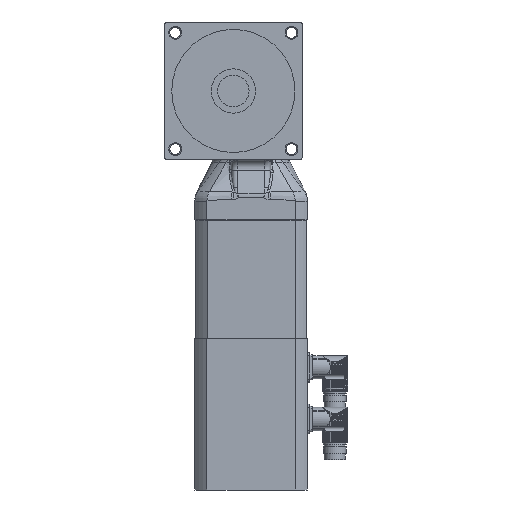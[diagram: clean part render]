
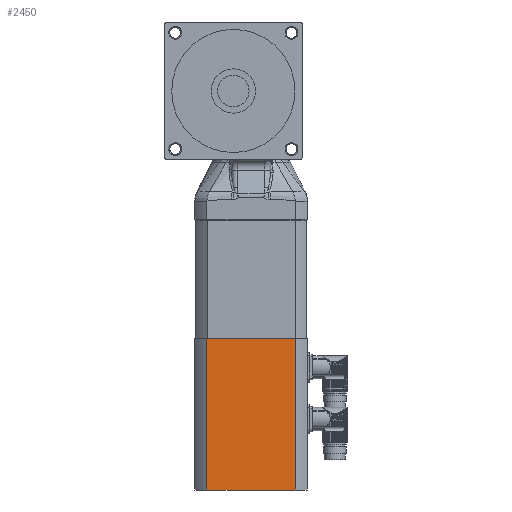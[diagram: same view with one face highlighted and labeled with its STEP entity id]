
A CAD part, front view. The second image highlights one B-rep face of the part: STEP entity #2450.
In plain terms, the highlighted planar face has unit normal (0, -1, 0).
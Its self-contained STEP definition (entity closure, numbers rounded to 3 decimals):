
#2450=ADVANCED_FACE('',(#3491),#3333,.T.);
#3333=PLANE('',#13656);
#3491=FACE_OUTER_BOUND('',#4321,.T.);
#4321=EDGE_LOOP('',(#5325,#5326,#5327,#5328));
#5325=ORIENTED_EDGE('',*,*,#10524,.F.);
#5326=ORIENTED_EDGE('',*,*,#10525,.T.);
#5327=ORIENTED_EDGE('',*,*,#10526,.F.);
#5328=ORIENTED_EDGE('',*,*,#10527,.T.);
#9283=VERTEX_POINT('',#18952);
#9284=VERTEX_POINT('',#18953);
#9285=VERTEX_POINT('',#18955);
#9286=VERTEX_POINT('',#18957);
#10524=EDGE_CURVE('',#9283,#9284,#12503,.T.);
#10525=EDGE_CURVE('',#9283,#9285,#12504,.T.);
#10526=EDGE_CURVE('',#9286,#9285,#12505,.T.);
#10527=EDGE_CURVE('',#9286,#9284,#12506,.T.);
#12503=LINE('',#18951,#13079);
#12504=LINE('',#18954,#13080);
#12505=LINE('',#18956,#13081);
#12506=LINE('',#18958,#13082);
#13079=VECTOR('',#15230,1.);
#13080=VECTOR('',#15231,1.);
#13081=VECTOR('',#15232,1.);
#13082=VECTOR('',#15233,1.);
#13656=AXIS2_PLACEMENT_3D('',#18959,#15234,#15235);
#15230=DIRECTION('',(0.,0.,-1.));
#15231=DIRECTION('',(-1.,0.,0.));
#15232=DIRECTION('',(0.,0.,1.));
#15233=DIRECTION('',(1.,0.,0.));
#15234=DIRECTION('',(0.,-1.,0.));
#15235=DIRECTION('',(0.,0.,-1.));
#18951=CARTESIAN_POINT('',(101.802,0.,0.));
#18952=CARTESIAN_POINT('',(101.802,0.,147.));
#18953=CARTESIAN_POINT('',(101.802,0.,-6.5));
#18954=CARTESIAN_POINT('',(57.,0.,147.));
#18955=CARTESIAN_POINT('',(12.198,0.,147.));
#18956=CARTESIAN_POINT('',(12.198,0.,0.));
#18957=CARTESIAN_POINT('',(12.198,0.,-6.5));
#18958=CARTESIAN_POINT('',(57.,0.,-6.5));
#18959=CARTESIAN_POINT('',(57.,0.,0.));
